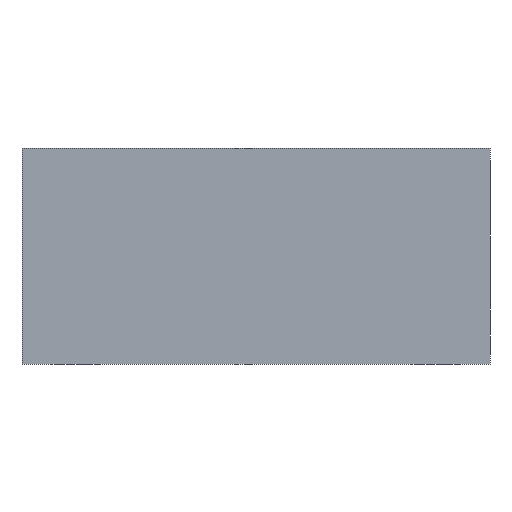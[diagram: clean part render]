
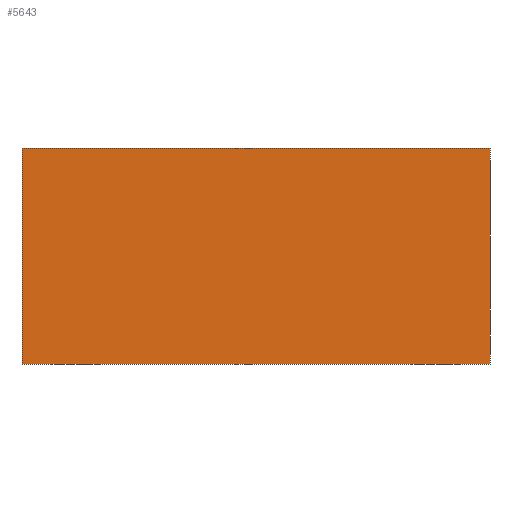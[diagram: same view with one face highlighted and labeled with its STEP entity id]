
A CAD part, front view. The second image highlights one B-rep face of the part: STEP entity #5643.
In plain terms, the highlighted planar face has unit normal (0, -1, 0).
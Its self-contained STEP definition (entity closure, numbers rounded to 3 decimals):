
#3009 = DIRECTION ( 'NONE',  ( 1., 0., 0. ) ) ;
#3010 = VECTOR ( 'NONE', #3009, 1000. ) ;
#3011 = CARTESIAN_POINT ( 'NONE',  ( -32.5, -20., 15. ) ) ;
#3014 = LINE ( 'NONE', #3011, #3010 ) ;
#3036 = CARTESIAN_POINT ( 'NONE',  ( -32.5, -20., 15. ) ) ;
#3062 = CARTESIAN_POINT ( 'NONE',  ( 32.5, -20., 15. ) ) ;
#3075 = DIRECTION ( 'NONE',  ( 0., 0., -1. ) ) ;
#3076 = VECTOR ( 'NONE', #3075, 1000. ) ;
#3077 = CARTESIAN_POINT ( 'NONE',  ( -32.5, -20., 15. ) ) ;
#3078 = LINE ( 'NONE', #3077, #3076 ) ;
#3127 = DIRECTION ( 'NONE',  ( 1., 0., 0. ) ) ;
#3128 = VECTOR ( 'NONE', #3127, 1000. ) ;
#3129 = CARTESIAN_POINT ( 'NONE',  ( -32.5, -20., -15. ) ) ;
#3130 = LINE ( 'NONE', #3129, #3128 ) ;
#3131 = DIRECTION ( 'NONE',  ( 0., 0., 1. ) ) ;
#3132 = DIRECTION ( 'NONE',  ( 0., 1., 0. ) ) ;
#3133 = CARTESIAN_POINT ( 'NONE',  ( -32.5, -20., 15. ) ) ;
#3134 = AXIS2_PLACEMENT_3D ( 'NONE', #3133, #3132, #3131 ) ;
#3135 = PLANE ( 'NONE',  #3134 ) ;
#3136 = FACE_OUTER_BOUND ( 'NONE', #5612, .T. ) ;
#3164 = DIRECTION ( 'NONE',  ( 0., 0., -1. ) ) ;
#3165 = VECTOR ( 'NONE', #3164, 1000. ) ;
#3166 = CARTESIAN_POINT ( 'NONE',  ( 32.5, -20., 15. ) ) ;
#3167 = LINE ( 'NONE', #3166, #3165 ) ;
#3178 = CARTESIAN_POINT ( 'NONE',  ( 32.5, -20., -15. ) ) ;
#3191 = CARTESIAN_POINT ( 'NONE',  ( -32.5, -20., -15. ) ) ;
#5558 = ORIENTED_EDGE ( 'NONE', *, *, #5559, .F. ) ;
#5559 = EDGE_CURVE ( 'NONE', #5582, #5569, #3014, .T. ) ;
#5560 = ORIENTED_EDGE ( 'NONE', *, *, #5593, .T. ) ;
#5569 = VERTEX_POINT ( 'NONE', #3062 ) ;
#5582 = VERTEX_POINT ( 'NONE', #3036 ) ;
#5593 = EDGE_CURVE ( 'NONE', #5582, #5645, #3078, .T. ) ;
#5612 = EDGE_LOOP ( 'NONE', ( #5638, #5660, #5558, #5560 ) ) ;
#5638 = ORIENTED_EDGE ( 'NONE', *, *, #5644, .T. ) ;
#5643 = ADVANCED_FACE ( 'NONE', ( #3136 ), #3135, .F. ) ;
#5644 = EDGE_CURVE ( 'NONE', #5645, #5659, #3130, .T. ) ;
#5645 = VERTEX_POINT ( 'NONE', #3191 ) ;
#5659 = VERTEX_POINT ( 'NONE', #3178 ) ;
#5660 = ORIENTED_EDGE ( 'NONE', *, *, #5671, .F. ) ;
#5671 = EDGE_CURVE ( 'NONE', #5569, #5659, #3167, .T. ) ;
